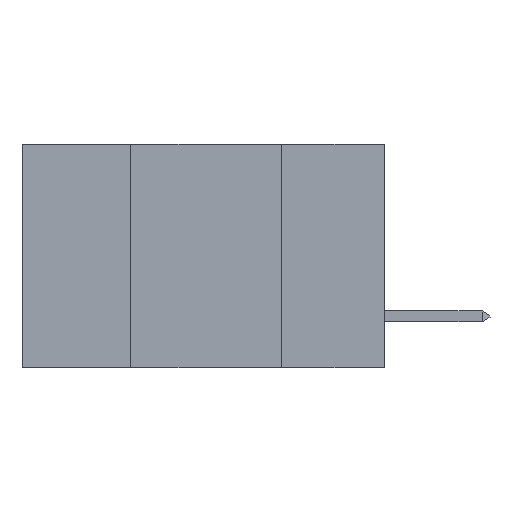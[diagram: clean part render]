
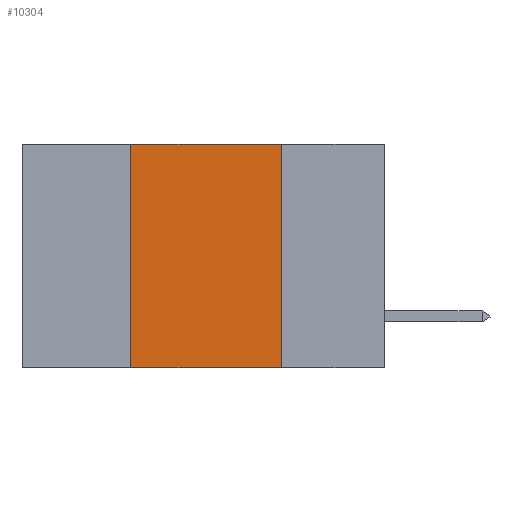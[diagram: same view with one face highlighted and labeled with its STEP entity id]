
A CAD part, left-side view. The second image highlights one B-rep face of the part: STEP entity #10304.
In plain terms, the highlighted planar face has unit normal (-1, 0, 0).
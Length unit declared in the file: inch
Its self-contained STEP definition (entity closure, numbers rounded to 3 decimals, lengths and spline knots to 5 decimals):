
#17 = VERTEX_POINT ( 'NONE', #7230 ) ;
#320 = LINE ( 'NONE', #15238, #3956 ) ;
#1104 = FACE_OUTER_BOUND ( 'NONE', #16120, .T. ) ;
#2016 = CARTESIAN_POINT ( 'NONE',  ( 0., 0.42, 0. ) ) ;
#2580 = EDGE_CURVE ( 'NONE', #2861, #17, #17294, .T. ) ;
#2861 = VERTEX_POINT ( 'NONE', #15369 ) ;
#2944 = ORIENTED_EDGE ( 'NONE', *, *, #12384, .T. ) ;
#3956 = VECTOR ( 'NONE', #18002, 39.37008 ) ;
#3969 = DIRECTION ( 'NONE',  ( 1., 0., 0. ) ) ;
#4742 = VECTOR ( 'NONE', #12027, 39.37008 ) ;
#4804 = LINE ( 'NONE', #2016, #8095 ) ;
#6485 = ORIENTED_EDGE ( 'NONE', *, *, #13324, .F. ) ;
#7230 = CARTESIAN_POINT ( 'NONE',  ( 0., 0.17, -0.37 ) ) ;
#7438 = DIRECTION ( 'NONE',  ( 0., 0., -1. ) ) ;
#8095 = VECTOR ( 'NONE', #13310, 39.37008 ) ;
#8281 = EDGE_CURVE ( 'NONE', #14559, #2861, #12226, .T. ) ;
#8383 = CARTESIAN_POINT ( 'NONE',  ( 0., 0.42, 0. ) ) ;
#9783 = ORIENTED_EDGE ( 'NONE', *, *, #2580, .F. ) ;
#10304 = ADVANCED_FACE ( 'NONE', ( #1104 ), #10918, .F. ) ;
#10338 = CARTESIAN_POINT ( 'NONE',  ( 0., 0.42, -0.37 ) ) ;
#10918 = PLANE ( 'NONE',  #12173 ) ;
#12027 = DIRECTION ( 'NONE',  ( 0., -1., 0. ) ) ;
#12173 = AXIS2_PLACEMENT_3D ( 'NONE', #12386, #3969, #13815 ) ;
#12226 = LINE ( 'NONE', #13432, #4742 ) ;
#12384 = EDGE_CURVE ( 'NONE', #14804, #17, #320, .T. ) ;
#12386 = CARTESIAN_POINT ( 'NONE',  ( 0., 0.6, 0. ) ) ;
#13310 = DIRECTION ( 'NONE',  ( 0., 0., 1. ) ) ;
#13324 = EDGE_CURVE ( 'NONE', #14804, #14559, #4804, .T. ) ;
#13432 = CARTESIAN_POINT ( 'NONE',  ( 0., 0.6, 0. ) ) ;
#13645 = VECTOR ( 'NONE', #7438, 39.37008 ) ;
#13815 = DIRECTION ( 'NONE',  ( 0., 0., -1. ) ) ;
#14559 = VERTEX_POINT ( 'NONE', #8383 ) ;
#14804 = VERTEX_POINT ( 'NONE', #10338 ) ;
#15238 = CARTESIAN_POINT ( 'NONE',  ( 0., 0.6, -0.37 ) ) ;
#15369 = CARTESIAN_POINT ( 'NONE',  ( 0., 0.17, 0. ) ) ;
#16120 = EDGE_LOOP ( 'NONE', ( #9783, #17181, #6485, #2944 ) ) ;
#17181 = ORIENTED_EDGE ( 'NONE', *, *, #8281, .F. ) ;
#17219 = CARTESIAN_POINT ( 'NONE',  ( 0., 0.17, 0. ) ) ;
#17294 = LINE ( 'NONE', #17219, #13645 ) ;
#18002 = DIRECTION ( 'NONE',  ( 0., -1., 0. ) ) ;
